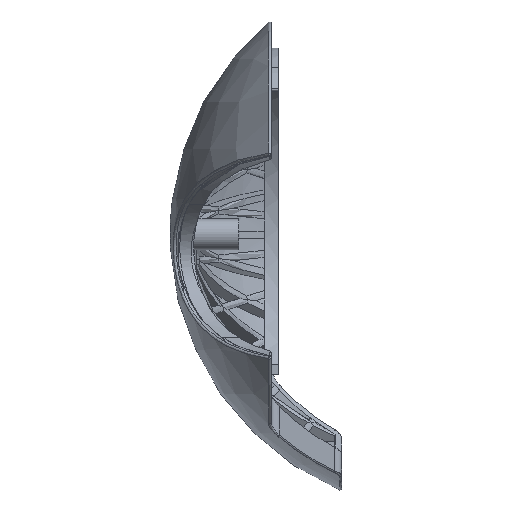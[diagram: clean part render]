
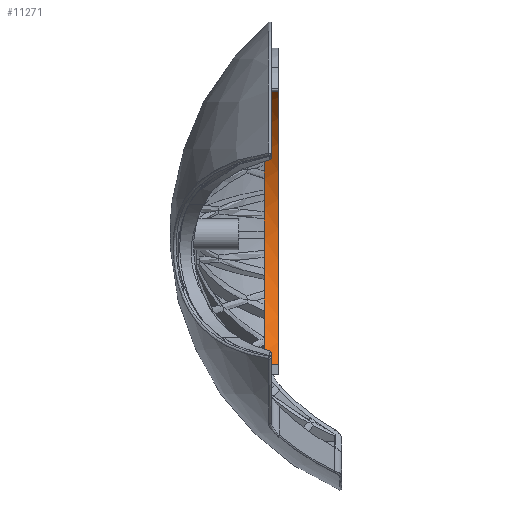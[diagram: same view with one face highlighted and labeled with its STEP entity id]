
A CAD part, top view. The second image highlights one B-rep face of the part: STEP entity #11271.
In plain terms, the highlighted cylindrical face has radius 50.964 mm (diameter 101.927 mm), a partial arc.
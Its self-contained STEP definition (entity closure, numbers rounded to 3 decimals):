
#221=CYLINDRICAL_SURFACE('',#13048,50.964);
#1245=FACE_OUTER_BOUND('',#1960,.T.);
#1960=EDGE_LOOP('',(#10062,#10063,#10064,#10065,#10066,#10067,#10068,#10069));
#2179=CIRCLE('',#11630,50.964);
#2182=CIRCLE('',#11633,50.964);
#2187=CIRCLE('',#11641,50.964);
#2979=CIRCLE('',#13008,50.964);
#3080=LINE('',#19479,#3589);
#3207=LINE('',#20262,#3716);
#3495=LINE('',#22898,#4004);
#3507=LINE('',#24127,#4016);
#3589=VECTOR('',#13771,1000.);
#3716=VECTOR('',#14178,1000.);
#4004=VECTOR('',#16920,1000.);
#4016=VECTOR('',#17018,1000.);
#4286=VERTEX_POINT('',#19427);
#4287=VERTEX_POINT('',#19434);
#4289=VERTEX_POINT('',#19439);
#4290=VERTEX_POINT('',#19441);
#4300=VERTEX_POINT('',#19472);
#4303=VERTEX_POINT('',#19485);
#5034=VERTEX_POINT('',#22897);
#5036=VERTEX_POINT('',#22903);
#5388=EDGE_CURVE('',#4286,#4287,#2179,.T.);
#5392=EDGE_CURVE('',#4289,#4290,#2182,.T.);
#5406=EDGE_CURVE('',#4286,#4300,#3080,.T.);
#5410=EDGE_CURVE('',#4300,#4303,#2187,.T.);
#5665=EDGE_CURVE('',#4290,#4303,#3207,.T.);
#6698=EDGE_CURVE('',#5034,#4287,#3495,.T.);
#6703=EDGE_CURVE('',#5036,#5034,#2979,.T.);
#6745=EDGE_CURVE('',#4289,#5036,#3507,.T.);
#10062=ORIENTED_EDGE('',*,*,#5665,.F.);
#10063=ORIENTED_EDGE('',*,*,#5392,.F.);
#10064=ORIENTED_EDGE('',*,*,#6745,.T.);
#10065=ORIENTED_EDGE('',*,*,#6703,.T.);
#10066=ORIENTED_EDGE('',*,*,#6698,.T.);
#10067=ORIENTED_EDGE('',*,*,#5388,.F.);
#10068=ORIENTED_EDGE('',*,*,#5406,.T.);
#10069=ORIENTED_EDGE('',*,*,#5410,.T.);
#11271=ADVANCED_FACE('',(#1245),#221,.F.);
#11630=AXIS2_PLACEMENT_3D('',#19435,#13746,#13747);
#11633=AXIS2_PLACEMENT_3D('',#19442,#13753,#13754);
#11641=AXIS2_PLACEMENT_3D('',#19492,#13778,#13779);
#13008=AXIS2_PLACEMENT_3D('',#22906,#16929,#16930);
#13048=AXIS2_PLACEMENT_3D('',#24128,#17019,#17020);
#13746=DIRECTION('center_axis',(-1.,0.,0.));
#13747=DIRECTION('ref_axis',(0.,0.,1.));
#13753=DIRECTION('center_axis',(-1.,0.,0.));
#13754=DIRECTION('ref_axis',(0.,0.,1.));
#13771=DIRECTION('',(-1.,0.,0.));
#13778=DIRECTION('center_axis',(-1.,0.,0.));
#13779=DIRECTION('ref_axis',(0.,0.,1.));
#14178=DIRECTION('',(-1.,0.,0.));
#16920=DIRECTION('',(-1.,0.,0.));
#16929=DIRECTION('center_axis',(1.,0.,0.));
#16930=DIRECTION('ref_axis',(0.,0.,1.));
#17018=DIRECTION('',(1.,0.,0.));
#17019=DIRECTION('center_axis',(-1.,0.,0.));
#17020=DIRECTION('ref_axis',(0.,0.144,-0.99));
#19427=CARTESIAN_POINT('',(-50.2,21.515,46.2));
#19434=CARTESIAN_POINT('',(-50.2,40.762,30.59));
#19435=CARTESIAN_POINT('Origin',(-50.2,0.,0.));
#19439=CARTESIAN_POINT('',(-50.2,-37.045,-35.));
#19441=CARTESIAN_POINT('',(-50.2,-33.78,38.16));
#19442=CARTESIAN_POINT('Origin',(-50.2,0.,0.));
#19472=CARTESIAN_POINT('',(-52.2,21.515,46.2));
#19479=CARTESIAN_POINT('',(-52.2,21.515,46.2));
#19485=CARTESIAN_POINT('',(-52.2,-33.78,38.16));
#19492=CARTESIAN_POINT('Origin',(-52.2,0.,0.));
#20262=CARTESIAN_POINT('',(-51.2,-33.78,38.16));
#22897=CARTESIAN_POINT('',(-48.2,40.762,30.59));
#22898=CARTESIAN_POINT('',(-52.2,40.762,30.59));
#22903=CARTESIAN_POINT('',(-48.2,-37.045,-35.));
#22906=CARTESIAN_POINT('Origin',(-48.2,0.,0.));
#24127=CARTESIAN_POINT('',(-52.2,-37.045,-35.));
#24128=CARTESIAN_POINT('Origin',(-52.2,0.,0.));
